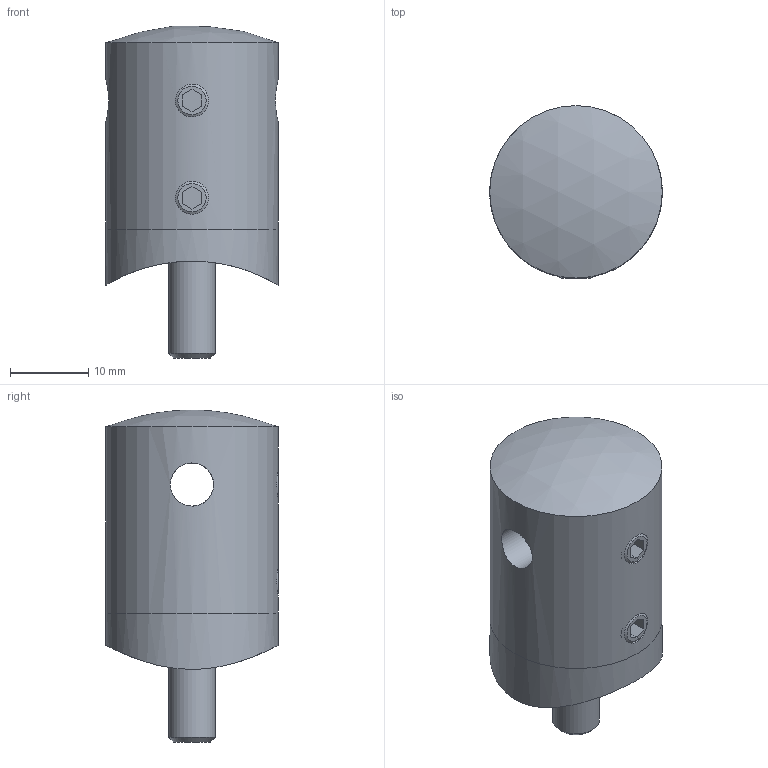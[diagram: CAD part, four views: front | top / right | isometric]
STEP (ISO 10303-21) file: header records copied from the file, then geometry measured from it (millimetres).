
FILE_DESCRIPTION (( 'STEP AP203' ), '1' );
FILE_NAME ('100024004.step', '2021-11-23T12:51:59', ( '' ), ( '' ), 'SwSTEP 2.0', 'SolidWorks 2018', '' );
FILE_SCHEMA (( 'CONFIG_CONTROL_DESIGN' ));
Length unit declared in the file: millimetre
Products named in the file (12): DIN914; 10002X00X Teil2; 10002X00X Teil2_10002400X Teil2; DIN7991 M6x25_DIN7991 M6x25; 10002X00X Teil1_10002X004 Teil1; 10002X00X Teil1; 100024004; DIN914_DIN 914 M5x8; DIN914_DIN 914 M5x5; DIN7991 M6x25
Assembly tree (8 placements, depth 2):
  DIN914
  10002X00X Teil2
  100024004
    10002X00X Teil1_10002X004 Teil1
    10002X00X Teil2_10002400X Teil2
    DIN914_DIN 914 M5x8
    DIN914_DIN 914 M5x5
    DIN7991 M6x25_DIN7991 M6x25
  100024004
    10002X00X Teil1
    DIN7991 M6x25
    DIN914
Bounding box: 22 x 22 x 42.36 mm (x, y, z)
Volume: 10115.6 mm3; surface area: 5875.7 mm2
Topology: 5 solids, 5 shells, 281 faces, 715 edges, 474 vertices
Faces by surface type: plane 153, bspline 99, cylinder 15, cone 12, sphere 1, torus 1
Full cylindrical faces by diameter (mm): 4.2 x2, 5 x2, 5.5 x1, 6 x1, 6.5 x1, 12 x3, 12.1 x1, 18 x1, 22 x2
Entity records: 17079 total; most frequent: CARTESIAN_POINT 9945, ORIENTED_EDGE 1348, DIRECTION 893, EDGE_CURVE 674, VERTEX_POINT 459, VECTOR 435, LINE 435, EDGE_LOOP 345
